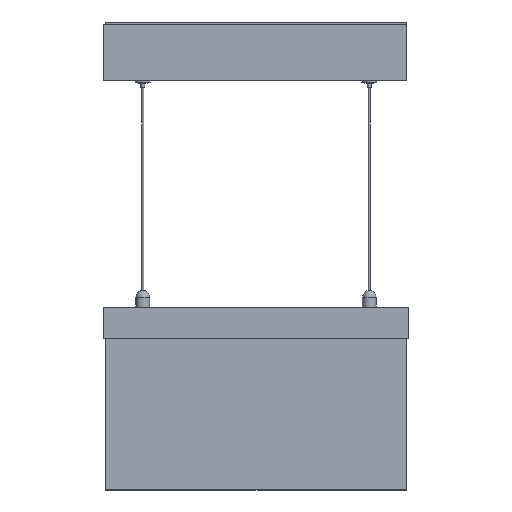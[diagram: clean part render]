
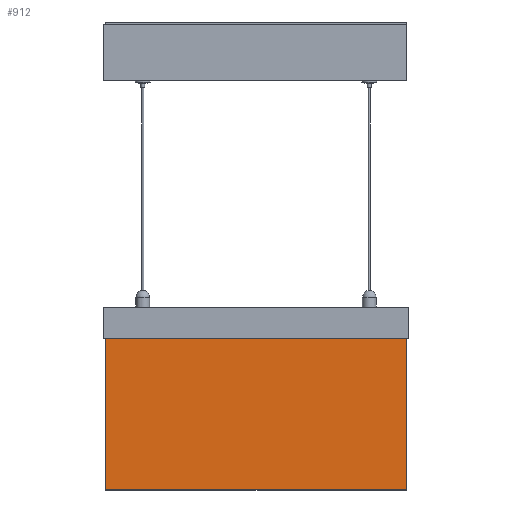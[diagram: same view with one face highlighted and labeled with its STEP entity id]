
A CAD part, front view. The second image highlights one B-rep face of the part: STEP entity #912.
In plain terms, the highlighted planar face has unit normal (0, -1, 0).
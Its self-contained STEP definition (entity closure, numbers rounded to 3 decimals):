
#96=FACE_OUTER_BOUND('',#154,.T.);
#154=EDGE_LOOP('',(#623,#624,#625,#626));
#219=LINE('',#1372,#307);
#226=LINE('',#1386,#314);
#228=LINE('',#1390,#316);
#229=LINE('',#1391,#317);
#307=VECTOR('',#1086,10.);
#314=VECTOR('',#1097,143.);
#316=VECTOR('',#1101,143.);
#317=VECTOR('',#1102,265.);
#395=VERTEX_POINT('',#1370);
#396=VERTEX_POINT('',#1371);
#401=VERTEX_POINT('',#1385);
#402=VERTEX_POINT('',#1389);
#481=EDGE_CURVE('',#395,#396,#219,.T.);
#488=EDGE_CURVE('',#401,#395,#226,.T.);
#490=EDGE_CURVE('',#396,#402,#228,.T.);
#491=EDGE_CURVE('',#402,#401,#229,.T.);
#623=ORIENTED_EDGE('',*,*,#481,.T.);
#624=ORIENTED_EDGE('',*,*,#490,.T.);
#625=ORIENTED_EDGE('',*,*,#491,.T.);
#626=ORIENTED_EDGE('',*,*,#488,.T.);
#874=PLANE('',#987);
#912=ADVANCED_FACE('',(#96),#874,.T.);
#987=AXIS2_PLACEMENT_3D('',#1388,#1099,#1100);
#1086=DIRECTION('',(-1.,0.,0.));
#1097=DIRECTION('',(0.,0.,1.));
#1099=DIRECTION('center_axis',(0.,-1.,0.));
#1100=DIRECTION('ref_axis',(1.,0.,0.));
#1101=DIRECTION('',(0.,0.,-1.));
#1102=DIRECTION('',(1.,0.,0.));
#1370=CARTESIAN_POINT('',(132.5,-4.,225.3));
#1371=CARTESIAN_POINT('',(-132.5,-4.,225.3));
#1372=CARTESIAN_POINT('',(0.,-4.,225.3));
#1385=CARTESIAN_POINT('',(132.5,-4.,91.8));
#1386=CARTESIAN_POINT('',(132.5,-4.,91.8));
#1388=CARTESIAN_POINT('Origin',(0.,-4.,224.8));
#1389=CARTESIAN_POINT('',(-132.5,-4.,91.8));
#1390=CARTESIAN_POINT('',(-132.5,-4.,234.8));
#1391=CARTESIAN_POINT('',(-132.5,-4.,91.8));
